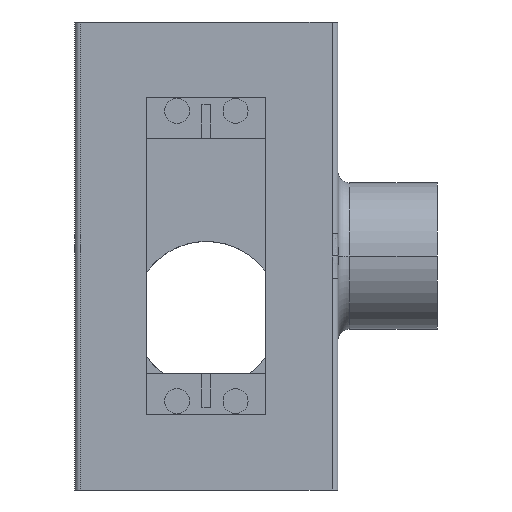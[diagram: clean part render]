
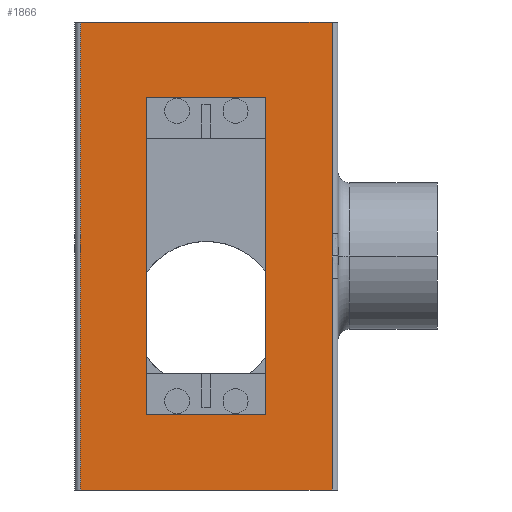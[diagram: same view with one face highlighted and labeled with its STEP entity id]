
A CAD part, front view. The second image highlights one B-rep face of the part: STEP entity #1866.
In plain terms, the highlighted planar face has unit normal (0, -1, 0).
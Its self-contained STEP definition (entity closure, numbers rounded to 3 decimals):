
#272=DIRECTION('',(0.,0.,-1.));
#273=VECTOR('',#272,54.3);
#274=CARTESIAN_POINT('',(-12.3,-15.,27.15));
#275=LINE('',#274,#273);
#516=DIRECTION('',(0.,0.,1.));
#517=VECTOR('',#516,54.3);
#518=CARTESIAN_POINT('',(-32.7,-15.,-27.15));
#519=LINE('',#518,#517);
#532=DIRECTION('',(-1.,0.,0.));
#533=VECTOR('',#532,20.4);
#534=CARTESIAN_POINT('',(-12.3,-15.,27.15));
#535=LINE('',#534,#533);
#536=DIRECTION('',(1.,0.,0.));
#537=VECTOR('',#536,20.4);
#538=CARTESIAN_POINT('',(-32.7,-15.,-27.15));
#539=LINE('',#538,#537);
#540=DIRECTION('',(0.,0.,1.));
#541=VECTOR('',#540,80.);
#542=CARTESIAN_POINT('',(-44.,-15.,-40.));
#543=LINE('',#542,#541);
#544=DIRECTION('',(0.,0.,-1.));
#545=VECTOR('',#544,36.225);
#546=CARTESIAN_POINT('',(-1.,-15.,40.));
#547=LINE('',#546,#545);
#548=CARTESIAN_POINT('',(-1.,-15.,3.775));
#549=CARTESIAN_POINT('',(-1.,-15.,3.493));
#550=CARTESIAN_POINT('',(-0.995,-15.,
2.915));
#551=CARTESIAN_POINT('',(-0.979,-15.,
2.028));
#552=CARTESIAN_POINT('',(-0.963,-15.,
1.071));
#553=CARTESIAN_POINT('',(-0.958,-15.,
0.367));
#554=CARTESIAN_POINT('',(-0.958,-15.,0.));
#556=CARTESIAN_POINT('',(-0.958,-15.,0.));
#557=CARTESIAN_POINT('',(-0.958,-15.,-0.305));
#558=CARTESIAN_POINT('',(-0.962,-15.,-0.912));
#559=CARTESIAN_POINT('',(-0.974,-15.,-1.784));
#560=CARTESIAN_POINT('',(-0.992,-15.,-2.722));
#561=CARTESIAN_POINT('',(-1.,-15.,-3.414));
#562=CARTESIAN_POINT('',(-1.,-15.,-3.775));
#564=DIRECTION('',(0.,0.,-1.));
#565=VECTOR('',#564,36.225);
#566=CARTESIAN_POINT('',(-1.,-15.,-3.775));
#567=LINE('',#566,#565);
#568=DIRECTION('',(-1.,0.,0.));
#569=VECTOR('',#568,43.);
#570=CARTESIAN_POINT('',(-1.,-15.,-40.));
#571=LINE('',#570,#569);
#591=DIRECTION('',(-1.,0.,0.));
#592=VECTOR('',#591,43.);
#593=CARTESIAN_POINT('',(-1.,-15.,40.));
#594=LINE('',#593,#592);
#869=CARTESIAN_POINT('',(-12.3,-15.,27.15));
#870=CARTESIAN_POINT('',(-32.7,-15.,27.15));
#871=VERTEX_POINT('',#869);
#872=VERTEX_POINT('',#870);
#873=CARTESIAN_POINT('',(-32.7,-15.,-27.15));
#874=CARTESIAN_POINT('',(-12.3,-15.,-27.15));
#875=VERTEX_POINT('',#873);
#876=VERTEX_POINT('',#874);
#962=CARTESIAN_POINT('',(-44.,-15.,40.));
#964=VERTEX_POINT('',#962);
#965=CARTESIAN_POINT('',(-44.,-15.,-40.));
#966=VERTEX_POINT('',#965);
#986=CARTESIAN_POINT('',(-1.,-15.,-40.));
#988=VERTEX_POINT('',#986);
#989=CARTESIAN_POINT('',(-1.,-15.,-3.775));
#990=VERTEX_POINT('',#989);
#994=VERTEX_POINT('',#556);
#996=VERTEX_POINT('',#548);
#997=CARTESIAN_POINT('',(-1.,-15.,40.));
#999=VERTEX_POINT('',#997);
#1842=CARTESIAN_POINT('',(0.,-15.,-40.));
#1843=DIRECTION('',(0.,-1.,0.));
#1844=DIRECTION('',(0.,0.,1.));
#1845=AXIS2_PLACEMENT_3D('',#1842,#1843,#1844);
#1846=PLANE('',#1845);
#1848=ORIENTED_EDGE('',*,*,#1847,.T.);
#1850=ORIENTED_EDGE('',*,*,#1849,.F.);
#1852=ORIENTED_EDGE('',*,*,#1851,.T.);
#1853=ORIENTED_EDGE('',*,*,#1234,.T.);
#1854=ORIENTED_EDGE('',*,*,#1281,.T.);
#1855=ORIENTED_EDGE('',*,*,#1294,.T.);
#1856=ORIENTED_EDGE('',*,*,#1313,.T.);
#1857=EDGE_LOOP('',(#1848,#1850,#1852,#1853,#1854,#1855,#1856));
#1858=FACE_OUTER_BOUND('',#1857,.F.);
#1859=ORIENTED_EDGE('',*,*,#1484,.F.);
#1861=ORIENTED_EDGE('',*,*,#1860,.T.);
#1862=ORIENTED_EDGE('',*,*,#1816,.F.);
#1863=ORIENTED_EDGE('',*,*,#1834,.T.);
#1864=EDGE_LOOP('',(#1859,#1861,#1862,#1863));
#1865=FACE_BOUND('',#1864,.F.);
#1866=ADVANCED_FACE('',(#1858,#1865),#1846,.T.);
#555=B_SPLINE_CURVE_WITH_KNOTS('',3,(#548,#549,#550,#551,#552,#553,#554),
.UNSPECIFIED.,.F.,.F.,(4,1,1,1,4),(0.,0.25,0.5,0.75,1.),
.UNSPECIFIED.);
#563=B_SPLINE_CURVE_WITH_KNOTS('',3,(#556,#557,#558,#559,#560,#561,#562),
.UNSPECIFIED.,.F.,.F.,(4,1,1,1,4),(0.,0.25,0.5,0.75,1.),
.UNSPECIFIED.);
#1234=EDGE_CURVE('',#996,#994,#555,.T.);
#1281=EDGE_CURVE('',#994,#990,#563,.T.);
#1294=EDGE_CURVE('',#990,#988,#567,.T.);
#1313=EDGE_CURVE('',#988,#966,#571,.T.);
#1484=EDGE_CURVE('',#871,#876,#275,.T.);
#1816=EDGE_CURVE('',#875,#872,#519,.T.);
#1834=EDGE_CURVE('',#875,#876,#539,.T.);
#1847=EDGE_CURVE('',#966,#964,#543,.T.);
#1849=EDGE_CURVE('',#999,#964,#594,.T.);
#1851=EDGE_CURVE('',#999,#996,#547,.T.);
#1860=EDGE_CURVE('',#871,#872,#535,.T.);
